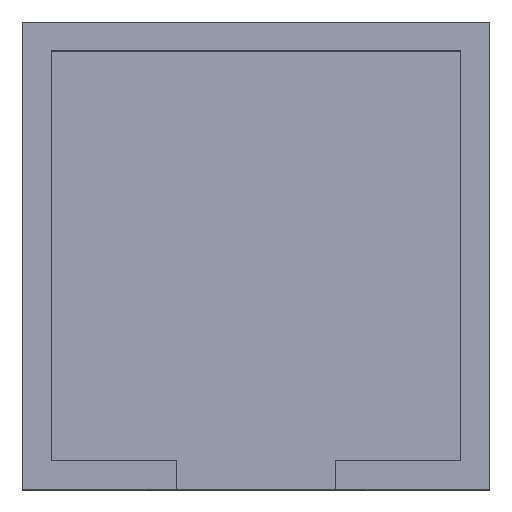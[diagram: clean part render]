
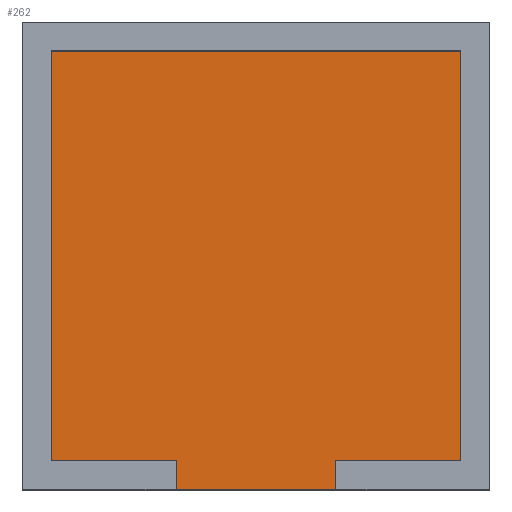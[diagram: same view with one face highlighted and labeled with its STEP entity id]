
A CAD part, top view. The second image highlights one B-rep face of the part: STEP entity #262.
In plain terms, the highlighted planar face has unit normal (0, 0, 1).
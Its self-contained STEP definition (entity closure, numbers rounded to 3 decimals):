
#16=FACE_OUTER_BOUND('',#30,.T.);
#30=EDGE_LOOP('',(#179,#180,#181,#182,#183,#184,#185,#186));
#47=LINE('',#382,#83);
#48=LINE('',#384,#84);
#49=LINE('',#386,#85);
#50=LINE('',#388,#86);
#51=LINE('',#390,#87);
#52=LINE('',#392,#88);
#53=LINE('',#394,#89);
#54=LINE('',#395,#90);
#83=VECTOR('',#313,10.);
#84=VECTOR('',#314,10.);
#85=VECTOR('',#315,10.);
#86=VECTOR('',#316,10.);
#87=VECTOR('',#317,10.);
#88=VECTOR('',#318,10.);
#89=VECTOR('',#319,10.);
#90=VECTOR('',#320,10.);
#119=VERTEX_POINT('',#380);
#120=VERTEX_POINT('',#381);
#121=VERTEX_POINT('',#383);
#122=VERTEX_POINT('',#385);
#123=VERTEX_POINT('',#387);
#124=VERTEX_POINT('',#389);
#125=VERTEX_POINT('',#391);
#126=VERTEX_POINT('',#393);
#143=EDGE_CURVE('',#119,#120,#47,.T.);
#144=EDGE_CURVE('',#121,#120,#48,.T.);
#145=EDGE_CURVE('',#122,#121,#49,.T.);
#146=EDGE_CURVE('',#123,#122,#50,.T.);
#147=EDGE_CURVE('',#124,#123,#51,.T.);
#148=EDGE_CURVE('',#124,#125,#52,.T.);
#149=EDGE_CURVE('',#125,#126,#53,.T.);
#150=EDGE_CURVE('',#126,#119,#54,.T.);
#179=ORIENTED_EDGE('',*,*,#143,.T.);
#180=ORIENTED_EDGE('',*,*,#144,.F.);
#181=ORIENTED_EDGE('',*,*,#145,.F.);
#182=ORIENTED_EDGE('',*,*,#146,.F.);
#183=ORIENTED_EDGE('',*,*,#147,.F.);
#184=ORIENTED_EDGE('',*,*,#148,.T.);
#185=ORIENTED_EDGE('',*,*,#149,.T.);
#186=ORIENTED_EDGE('',*,*,#150,.T.);
#248=PLANE('',#290);
#262=ADVANCED_FACE('',(#16),#248,.F.);
#290=AXIS2_PLACEMENT_3D('',#379,#311,#312);
#311=DIRECTION('center_axis',(0.,0.,-1.));
#312=DIRECTION('ref_axis',(1.,0.,0.));
#313=DIRECTION('',(0.,1.,0.));
#314=DIRECTION('',(-1.,0.,0.));
#315=DIRECTION('',(0.,-1.,0.));
#316=DIRECTION('',(1.,0.,0.));
#317=DIRECTION('',(0.,1.,0.));
#318=DIRECTION('',(1.,0.,0.));
#319=DIRECTION('',(0.,-1.,0.));
#320=DIRECTION('',(1.,0.,0.));
#379=CARTESIAN_POINT('Origin',(21.3,21.3,0.));
#380=CARTESIAN_POINT('',(29.6,-3.,0.));
#381=CARTESIAN_POINT('',(29.6,0.,0.));
#382=CARTESIAN_POINT('',(29.6,-3.,0.));
#383=CARTESIAN_POINT('',(42.6,0.,0.));
#384=CARTESIAN_POINT('',(42.6,0.,0.));
#385=CARTESIAN_POINT('',(42.6,42.6,0.));
#386=CARTESIAN_POINT('',(42.6,42.6,0.));
#387=CARTESIAN_POINT('',(0.,42.6,0.));
#388=CARTESIAN_POINT('',(0.,42.6,0.));
#389=CARTESIAN_POINT('',(0.,0.,0.));
#390=CARTESIAN_POINT('',(0.,0.,0.));
#391=CARTESIAN_POINT('',(13.,0.,0.));
#392=CARTESIAN_POINT('',(0.,0.,0.));
#393=CARTESIAN_POINT('',(13.,-3.,0.));
#394=CARTESIAN_POINT('',(13.,0.,0.));
#395=CARTESIAN_POINT('',(-3.,-3.,0.));
